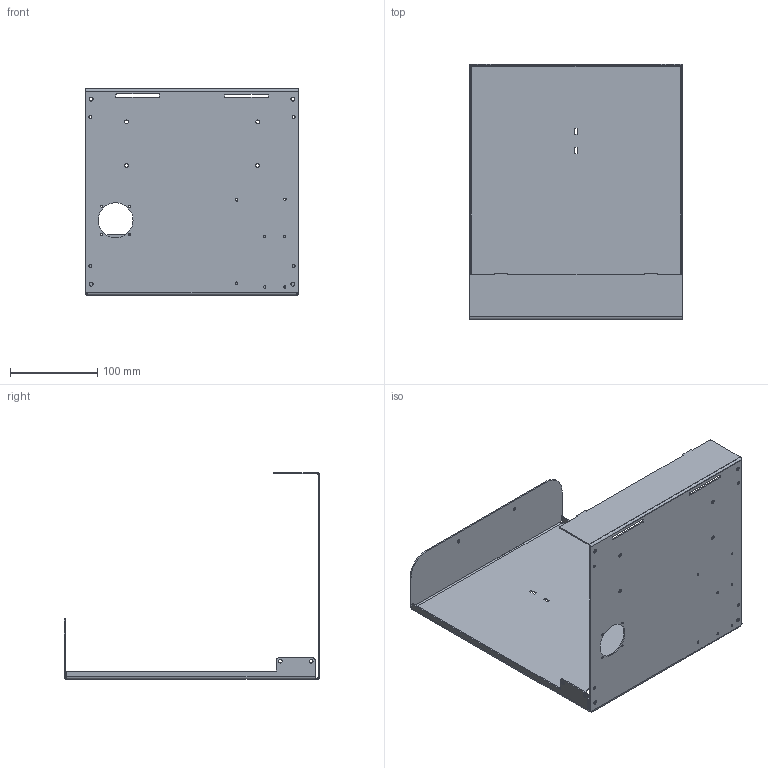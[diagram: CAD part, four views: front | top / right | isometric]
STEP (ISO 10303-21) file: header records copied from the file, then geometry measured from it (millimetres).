
FILE_DESCRIPTION(/* description */ (''),/* implementation_level */ '2;1');
FILE_NAME(/* name */ '01 Base Sheet Metal.step',/* time_stamp */ '2024-08-27T08:44:26-07:00',/* author */ (''),/* organization */ (''),/* preprocessor_version */ 'ST-DEVELOPER v20',/* originating_system */ 'Autodesk Translation Framework v12.14.0.127',/* authorisation */ '');
FILE_SCHEMA (('AUTOMOTIVE_DESIGN { 1 0 10303 214 3 1 1 }'));
Length unit declared in the file: millimetre
Products named in the file (1): 01 Base Sheet Metal
Bounding box: 244.44 x 292.67 x 236.5 mm (x, y, z)
Volume: 236401.3 mm3; surface area: 319987.4 mm2
Topology: 1 solids, 1 shells, 158 faces, 436 edges, 280 vertices
Faces by surface type: cylinder 84, plane 74
Full cylindrical faces by diameter (mm): 2.4 x4, 2.5 x1, 2.75 x6, 3.2 x11, 4 x1, 4.2 x12, 4.5 x4, 16 x1, 22.8 x1, 40 x1
Entity records: 5284 total; most frequent: DIRECTION 922, CARTESIAN_POINT 875, ORIENTED_EDGE 872, EDGE_CURVE 436, AXIS2_PLACEMENT_3D 327, VERTEX_POINT 280, LINE 268, VECTOR 268
